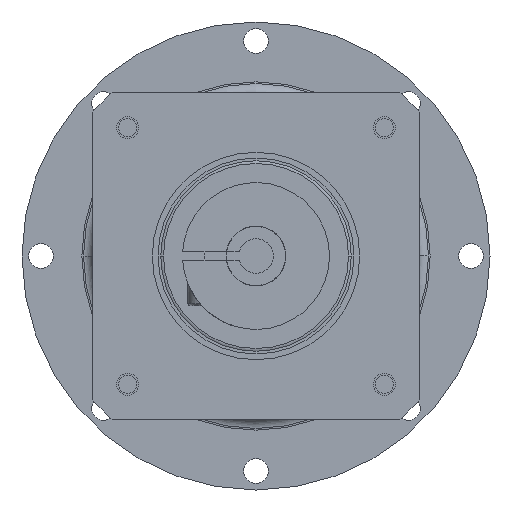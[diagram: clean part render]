
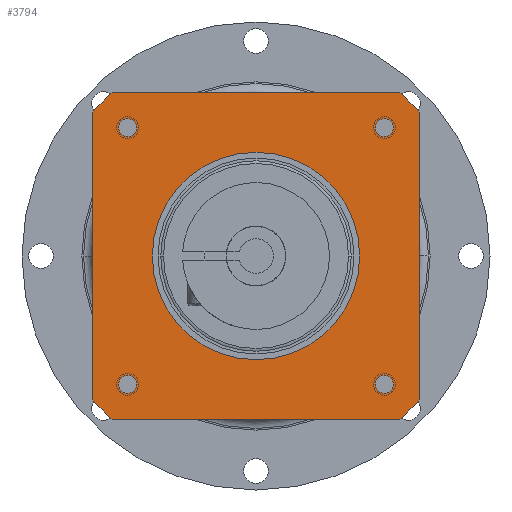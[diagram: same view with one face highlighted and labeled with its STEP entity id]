
A CAD part, left-side view. The second image highlights one B-rep face of the part: STEP entity #3794.
In plain terms, the highlighted planar face has unit normal (-1, 0, 0).
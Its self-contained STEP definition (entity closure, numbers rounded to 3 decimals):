
#881=CARTESIAN_POINT('',(0.,0.,0.));
#882=DIRECTION('',(-1.,0.,0.));
#883=DIRECTION('',(0.,-0.75,0.661));
#884=AXIS2_PLACEMENT_3D('',#881,#882,#883);
#886=DIRECTION('',(0.,0.,1.));
#887=VECTOR('',#886,52.915);
#888=CARTESIAN_POINT('',(0.,-30.,-26.458));
#889=LINE('',#888,#887);
#890=CARTESIAN_POINT('',(0.,0.,0.));
#891=DIRECTION('',(-1.,0.,0.));
#892=DIRECTION('',(0.,-0.661,-0.75));
#893=AXIS2_PLACEMENT_3D('',#890,#891,#892);
#895=DIRECTION('',(0.,-1.,0.));
#896=VECTOR('',#895,52.915);
#897=CARTESIAN_POINT('',(0.,26.458,-30.));
#898=LINE('',#897,#896);
#899=CARTESIAN_POINT('',(0.,0.,0.));
#900=DIRECTION('',(-1.,0.,0.));
#901=DIRECTION('',(0.,0.75,-0.661));
#902=AXIS2_PLACEMENT_3D('',#899,#900,#901);
#904=DIRECTION('',(0.,0.,-1.));
#905=VECTOR('',#904,52.915);
#906=CARTESIAN_POINT('',(0.,30.,26.458));
#907=LINE('',#906,#905);
#908=CARTESIAN_POINT('',(0.,0.,0.));
#909=DIRECTION('',(-1.,0.,0.));
#910=DIRECTION('',(0.,0.661,0.75));
#911=AXIS2_PLACEMENT_3D('',#908,#909,#910);
#913=DIRECTION('',(0.,1.,0.));
#914=VECTOR('',#913,52.915);
#915=CARTESIAN_POINT('',(0.,-26.458,30.));
#916=LINE('',#915,#914);
#917=CARTESIAN_POINT('',(0.,0.,0.));
#918=DIRECTION('',(1.,0.,0.));
#919=DIRECTION('',(0.,-1.,0.));
#920=AXIS2_PLACEMENT_3D('',#917,#918,#919);
#922=CARTESIAN_POINT('',(0.,0.,0.));
#923=DIRECTION('',(1.,0.,0.));
#924=DIRECTION('',(0.,1.,0.));
#925=AXIS2_PLACEMENT_3D('',#922,#923,#924);
#927=CARTESIAN_POINT('',(0.,-23.582,23.582));
#928=DIRECTION('',(-1.,0.,0.));
#929=DIRECTION('',(0.,0.,-1.));
#930=AXIS2_PLACEMENT_3D('',#927,#928,#929);
#932=CARTESIAN_POINT('',(0.,-23.582,23.582));
#933=DIRECTION('',(-1.,0.,0.));
#934=DIRECTION('',(0.,0.,1.));
#935=AXIS2_PLACEMENT_3D('',#932,#933,#934);
#937=CARTESIAN_POINT('',(0.,-23.582,-23.582));
#938=DIRECTION('',(-1.,0.,0.));
#939=DIRECTION('',(0.,0.,-1.));
#940=AXIS2_PLACEMENT_3D('',#937,#938,#939);
#942=CARTESIAN_POINT('',(0.,-23.582,-23.582));
#943=DIRECTION('',(-1.,0.,0.));
#944=DIRECTION('',(0.,0.,1.));
#945=AXIS2_PLACEMENT_3D('',#942,#943,#944);
#947=CARTESIAN_POINT('',(0.,23.582,-23.582));
#948=DIRECTION('',(-1.,0.,0.));
#949=DIRECTION('',(0.,0.,-1.));
#950=AXIS2_PLACEMENT_3D('',#947,#948,#949);
#952=CARTESIAN_POINT('',(0.,23.582,-23.582));
#953=DIRECTION('',(-1.,0.,0.));
#954=DIRECTION('',(0.,0.,1.));
#955=AXIS2_PLACEMENT_3D('',#952,#953,#954);
#957=CARTESIAN_POINT('',(0.,23.582,23.582));
#958=DIRECTION('',(-1.,0.,0.));
#959=DIRECTION('',(0.,0.,-1.));
#960=AXIS2_PLACEMENT_3D('',#957,#958,#959);
#962=CARTESIAN_POINT('',(0.,23.582,23.582));
#963=DIRECTION('',(-1.,0.,0.));
#964=DIRECTION('',(0.,0.,1.));
#965=AXIS2_PLACEMENT_3D('',#962,#963,#964);
#2172=CARTESIAN_POINT('',(0.,-30.,26.458));
#2173=CARTESIAN_POINT('',(0.,-26.458,30.));
#2174=VERTEX_POINT('',#2172);
#2175=VERTEX_POINT('',#2173);
#2176=CARTESIAN_POINT('',(0.,26.458,30.));
#2177=VERTEX_POINT('',#2176);
#2178=CARTESIAN_POINT('',(0.,30.,26.458));
#2179=VERTEX_POINT('',#2178);
#2180=CARTESIAN_POINT('',(0.,30.,-26.458));
#2181=VERTEX_POINT('',#2180);
#2182=CARTESIAN_POINT('',(0.,26.458,-30.));
#2183=VERTEX_POINT('',#2182);
#2184=CARTESIAN_POINT('',(0.,-26.458,-30.));
#2185=VERTEX_POINT('',#2184);
#2186=CARTESIAN_POINT('',(0.,-30.,-26.458));
#2187=VERTEX_POINT('',#2186);
#2204=CARTESIAN_POINT('',(0.,-19.05,0.));
#2205=CARTESIAN_POINT('',(0.,19.05,0.));
#2206=VERTEX_POINT('',#2204);
#2207=VERTEX_POINT('',#2205);
#2224=CARTESIAN_POINT('',(0.,-23.582,21.932));
#2225=CARTESIAN_POINT('',(0.,-23.582,25.232));
#2226=VERTEX_POINT('',#2224);
#2227=VERTEX_POINT('',#2225);
#2228=CARTESIAN_POINT('',(0.,-23.582,-25.232));
#2229=CARTESIAN_POINT('',(0.,-23.582,-21.932));
#2230=VERTEX_POINT('',#2228);
#2231=VERTEX_POINT('',#2229);
#2232=CARTESIAN_POINT('',(0.,23.582,-25.232));
#2233=CARTESIAN_POINT('',(0.,23.582,-21.932));
#2234=VERTEX_POINT('',#2232);
#2235=VERTEX_POINT('',#2233);
#2236=CARTESIAN_POINT('',(0.,23.582,21.932));
#2237=CARTESIAN_POINT('',(0.,23.582,25.232));
#2238=VERTEX_POINT('',#2236);
#2239=VERTEX_POINT('',#2237);
#3749=CARTESIAN_POINT('',(0.,0.,0.));
#3750=DIRECTION('',(-1.,0.,0.));
#3751=DIRECTION('',(0.,0.,-1.));
#3752=AXIS2_PLACEMENT_3D('',#3749,#3750,#3751);
#3753=PLANE('',#3752);
#3754=ORIENTED_EDGE('',*,*,#3639,.F.);
#3755=ORIENTED_EDGE('',*,*,#3654,.F.);
#3756=ORIENTED_EDGE('',*,*,#3668,.F.);
#3757=ORIENTED_EDGE('',*,*,#3682,.F.);
#3758=ORIENTED_EDGE('',*,*,#3702,.F.);
#3759=ORIENTED_EDGE('',*,*,#3716,.F.);
#3760=ORIENTED_EDGE('',*,*,#3730,.F.);
#3761=ORIENTED_EDGE('',*,*,#3743,.F.);
#3762=EDGE_LOOP('',(#3754,#3755,#3756,#3757,#3758,#3759,#3760,#3761));
#3763=FACE_OUTER_BOUND('',#3762,.F.);
#3765=ORIENTED_EDGE('',*,*,#3764,.F.);
#3767=ORIENTED_EDGE('',*,*,#3766,.F.);
#3768=EDGE_LOOP('',(#3765,#3767));
#3769=FACE_BOUND('',#3768,.F.);
#3771=ORIENTED_EDGE('',*,*,#3770,.T.);
#3773=ORIENTED_EDGE('',*,*,#3772,.T.);
#3774=EDGE_LOOP('',(#3771,#3773));
#3775=FACE_BOUND('',#3774,.F.);
#3777=ORIENTED_EDGE('',*,*,#3776,.T.);
#3779=ORIENTED_EDGE('',*,*,#3778,.T.);
#3780=EDGE_LOOP('',(#3777,#3779));
#3781=FACE_BOUND('',#3780,.F.);
#3783=ORIENTED_EDGE('',*,*,#3782,.T.);
#3785=ORIENTED_EDGE('',*,*,#3784,.T.);
#3786=EDGE_LOOP('',(#3783,#3785));
#3787=FACE_BOUND('',#3786,.F.);
#3789=ORIENTED_EDGE('',*,*,#3788,.T.);
#3791=ORIENTED_EDGE('',*,*,#3790,.T.);
#3792=EDGE_LOOP('',(#3789,#3791));
#3793=FACE_BOUND('',#3792,.F.);
#885=CIRCLE('',#884,40.);
#894=CIRCLE('',#893,40.);
#903=CIRCLE('',#902,40.);
#912=CIRCLE('',#911,40.);
#921=CIRCLE('',#920,19.05);
#926=CIRCLE('',#925,19.05);
#931=CIRCLE('',#930,1.65);
#936=CIRCLE('',#935,1.65);
#941=CIRCLE('',#940,1.65);
#946=CIRCLE('',#945,1.65);
#951=CIRCLE('',#950,1.65);
#956=CIRCLE('',#955,1.65);
#961=CIRCLE('',#960,1.65);
#966=CIRCLE('',#965,1.65);
#3639=EDGE_CURVE('',#2174,#2175,#885,.T.);
#3654=EDGE_CURVE('',#2187,#2174,#889,.T.);
#3668=EDGE_CURVE('',#2185,#2187,#894,.T.);
#3682=EDGE_CURVE('',#2183,#2185,#898,.T.);
#3702=EDGE_CURVE('',#2181,#2183,#903,.T.);
#3716=EDGE_CURVE('',#2179,#2181,#907,.T.);
#3730=EDGE_CURVE('',#2177,#2179,#912,.T.);
#3743=EDGE_CURVE('',#2175,#2177,#916,.T.);
#3764=EDGE_CURVE('',#2206,#2207,#921,.T.);
#3766=EDGE_CURVE('',#2207,#2206,#926,.T.);
#3770=EDGE_CURVE('',#2226,#2227,#931,.T.);
#3772=EDGE_CURVE('',#2227,#2226,#936,.T.);
#3776=EDGE_CURVE('',#2230,#2231,#941,.T.);
#3778=EDGE_CURVE('',#2231,#2230,#946,.T.);
#3782=EDGE_CURVE('',#2234,#2235,#951,.T.);
#3784=EDGE_CURVE('',#2235,#2234,#956,.T.);
#3788=EDGE_CURVE('',#2238,#2239,#961,.T.);
#3790=EDGE_CURVE('',#2239,#2238,#966,.T.);
#3794=ADVANCED_FACE('',(#3763,#3769,#3775,#3781,#3787,#3793),#3753,.T.);
